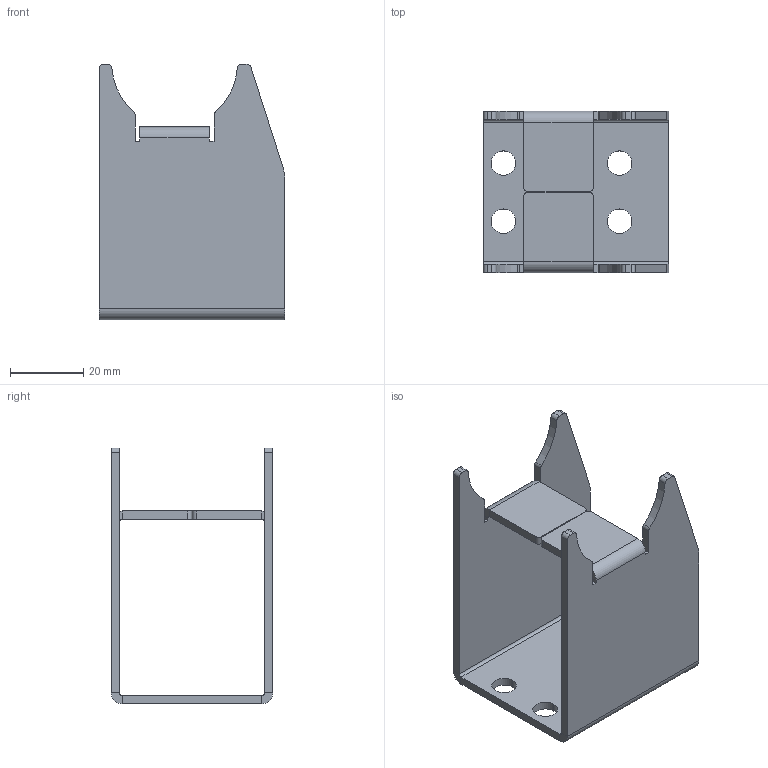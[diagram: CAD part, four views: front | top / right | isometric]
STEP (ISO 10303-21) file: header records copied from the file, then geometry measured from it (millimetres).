
FILE_DESCRIPTION (( 'STEP AP214' ), '1' );
FILE_NAME ('am-4304 Side Mount Bracket.STEP', '2020-05-11T17:24:00', ( '' ), ( '' ), 'SwSTEP 2.0', 'SolidWorks 2019', '' );
FILE_SCHEMA (( 'AUTOMOTIVE_DESIGN' ));
Length unit declared in the file: inch
Products named in the file (1): am-4304 Side Mount Bracket
Bounding box: 50.8 x 44.15 x 69.85 mm (x, y, z)
Volume: 19019.1 mm3; surface area: 18187.2 mm2
Topology: 1 solids, 1 shells, 86 faces, 220 edges, 136 vertices
Faces by surface type: plane 48, cylinder 38
Entity records: 2640 total; most frequent: DIRECTION 470, CARTESIAN_POINT 443, ORIENTED_EDGE 440, EDGE_CURVE 220, AXIS2_PLACEMENT_3D 163, LINE 144, VECTOR 144, VERTEX_POINT 136
